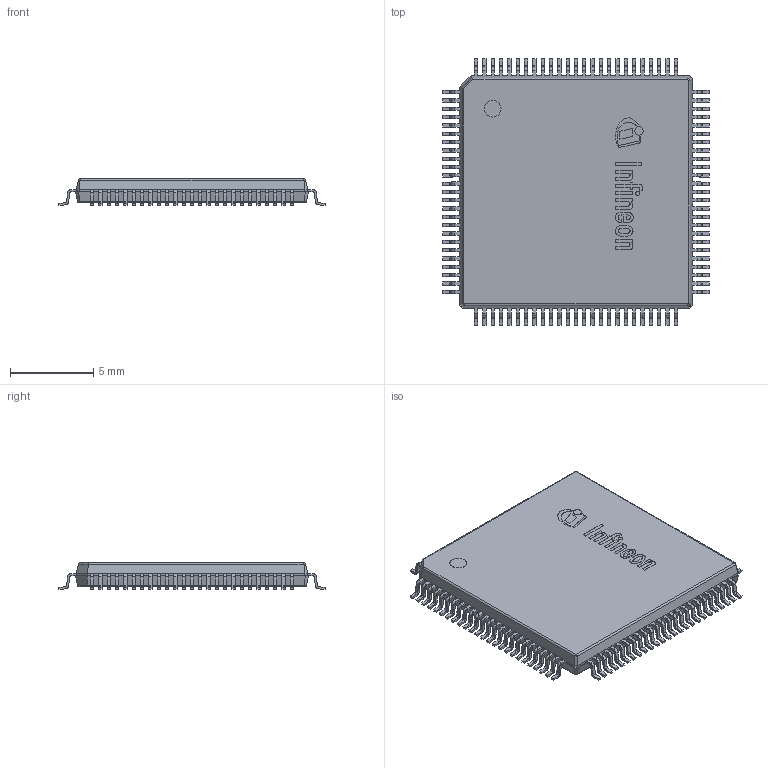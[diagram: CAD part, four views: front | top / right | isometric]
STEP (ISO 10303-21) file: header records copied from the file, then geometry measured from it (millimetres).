
FILE_DESCRIPTION(/* description */ (''),/* implementation_level */ '2;1');
FILE_NAME(/* name */ 'PG-LQFP-100-30_002-40570_V00_3D.stp',/* time_stamp */ '2025-06-10T14:51:14+05:30',/* author */ ('sivamani'),/* organization */ (''),/* preprocessor_version */ 'ST-DEVELOPER v19.2',/* originating_system */ 'AutoCAD Mechanical',/* authorisation */ '');
FILE_SCHEMA (('AUTOMOTIVE_DESIGN { 1 0 10303 214 3 1 1 }'));
Length unit declared in the file: millimetre
Products named in the file (3): Product; *U3; *U2
Assembly tree (5 placements, depth 3):
  Product
    *U3
      *U2  x4
Bounding box: 16 x 16 x 1.61 mm (x, y, z)
Volume: 277 mm3; surface area: 1434.8 mm2
Topology: 117 solids, 117 shells, 1641 faces, 4192 edges, 2788 vertices
Faces by surface type: plane 1166, cylinder 446, bspline 21, torus 8
Full cylindrical faces by diameter (mm): 0.25 x1, 0.506 x1
Entity records: 17932 total; most frequent: CARTESIAN_POINT 3812, ORIENTED_EDGE 2984, DIRECTION 2806, EDGE_CURVE 1492, LINE 1058, VECTOR 1058, VERTEX_POINT 988, AXIS2_PLACEMENT_3D 874
